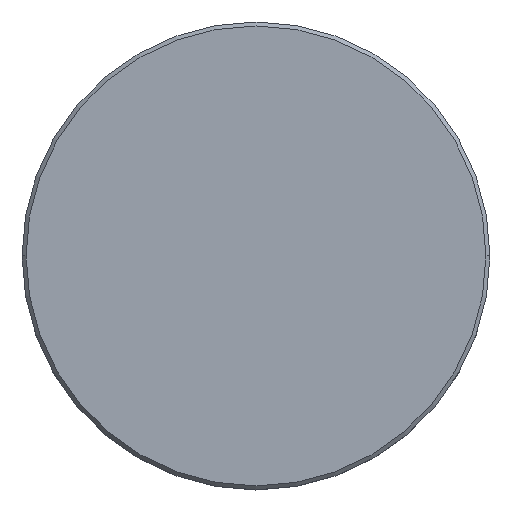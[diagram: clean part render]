
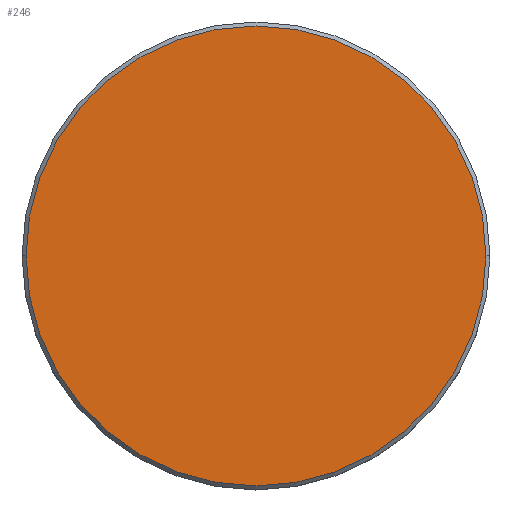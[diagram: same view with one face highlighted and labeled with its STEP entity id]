
A CAD part, top view. The second image highlights one B-rep face of the part: STEP entity #246.
In plain terms, the highlighted planar face has unit normal (0, 0, 1).
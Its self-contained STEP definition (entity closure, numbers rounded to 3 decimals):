
#30 = EDGE_LOOP ( 'NONE', ( #521, #137 ) ) ;
#61 = EDGE_CURVE ( 'NONE', #317, #196, #497, .T. ) ;
#90 = CIRCLE ( 'NONE', #608, 29. ) ;
#105 = CARTESIAN_POINT ( 'NONE',  ( 0., 0., 0. ) ) ;
#137 = ORIENTED_EDGE ( 'NONE', *, *, #61, .T. ) ;
#196 = VERTEX_POINT ( 'NONE', #694 ) ;
#246 = ADVANCED_FACE ( 'NONE', ( #247 ), #601, .T. ) ;
#247 = FACE_OUTER_BOUND ( 'NONE', #30, .T. ) ;
#317 = VERTEX_POINT ( 'NONE', #814 ) ;
#381 = AXIS2_PLACEMENT_3D ( 'NONE', #882, #790, #611 ) ;
#444 = DIRECTION ( 'NONE',  ( 0., 0., 1. ) ) ;
#497 = CIRCLE ( 'NONE', #568, 29. ) ;
#521 = ORIENTED_EDGE ( 'NONE', *, *, #595, .T. ) ;
#568 = AXIS2_PLACEMENT_3D ( 'NONE', #105, #829, #744 ) ;
#595 = EDGE_CURVE ( 'NONE', #196, #317, #90, .T. ) ;
#601 = PLANE ( 'NONE',  #381 ) ;
#608 = AXIS2_PLACEMENT_3D ( 'NONE', #1106, #444, #925 ) ;
#611 = DIRECTION ( 'NONE',  ( 1., 0., 0. ) ) ;
#694 = CARTESIAN_POINT ( 'NONE',  ( -29., 0., 0. ) ) ;
#744 = DIRECTION ( 'NONE',  ( 1., 0., 0. ) ) ;
#790 = DIRECTION ( 'NONE',  ( 0., 0., 1. ) ) ;
#814 = CARTESIAN_POINT ( 'NONE',  ( 29., 0., 0. ) ) ;
#829 = DIRECTION ( 'NONE',  ( 0., 0., 1. ) ) ;
#882 = CARTESIAN_POINT ( 'NONE',  ( 0., 0., 0. ) ) ;
#925 = DIRECTION ( 'NONE',  ( 1., 0., 0. ) ) ;
#1106 = CARTESIAN_POINT ( 'NONE',  ( 0., 0., 0. ) ) ;
